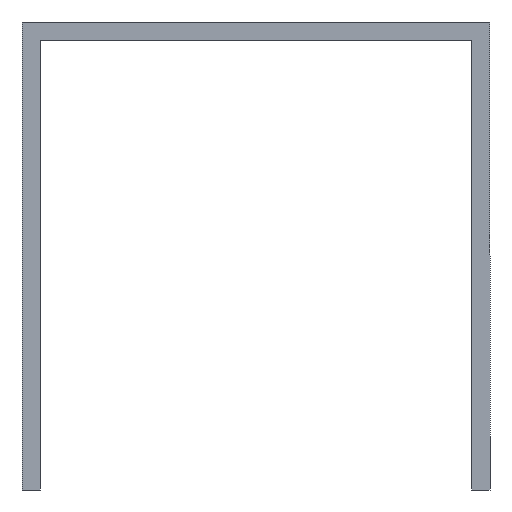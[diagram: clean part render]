
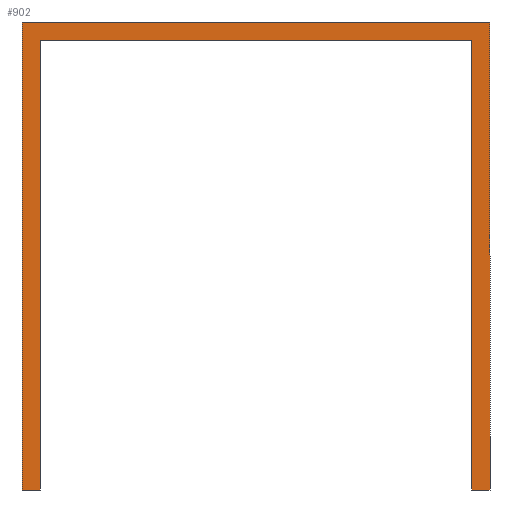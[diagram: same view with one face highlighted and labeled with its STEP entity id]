
A CAD part, front view. The second image highlights one B-rep face of the part: STEP entity #902.
In plain terms, the highlighted planar face has unit normal (0, -1, 0).
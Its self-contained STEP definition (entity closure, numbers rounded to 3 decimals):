
#6 = DIRECTION ( 'NONE',  ( 0., 0., -1. ) ) ;
#49 = LINE ( 'NONE', #1125, #559 ) ;
#87 = CARTESIAN_POINT ( 'NONE',  ( 41.76, 0., -5.4 ) ) ;
#102 = EDGE_CURVE ( 'NONE', #584, #431, #1208, .T. ) ;
#122 = CARTESIAN_POINT ( 'NONE',  ( 41.76, 0., 45.4 ) ) ;
#138 = LINE ( 'NONE', #349, #185 ) ;
#171 = VERTEX_POINT ( 'NONE', #1145 ) ;
#172 = VECTOR ( 'NONE', #6, 1000. ) ;
#185 = VECTOR ( 'NONE', #626, 1000. ) ;
#188 = CARTESIAN_POINT ( 'NONE',  ( -7.04, 0., -5.4 ) ) ;
#195 = CARTESIAN_POINT ( 'NONE',  ( -9.04, 0., -5.4 ) ) ;
#201 = LINE ( 'NONE', #730, #799 ) ;
#274 = VECTOR ( 'NONE', #577, 1000. ) ;
#286 = VECTOR ( 'NONE', #967, 1000. ) ;
#312 = VERTEX_POINT ( 'NONE', #333 ) ;
#332 = VERTEX_POINT ( 'NONE', #911 ) ;
#333 = CARTESIAN_POINT ( 'NONE',  ( -7.04, 0., 43.4 ) ) ;
#349 = CARTESIAN_POINT ( 'NONE',  ( 41.76, 0., 45.4 ) ) ;
#376 = ORIENTED_EDGE ( 'NONE', *, *, #939, .F. ) ;
#390 = FACE_OUTER_BOUND ( 'NONE', #650, .T. ) ;
#423 = DIRECTION ( 'NONE',  ( 0., 0., -1. ) ) ;
#431 = VERTEX_POINT ( 'NONE', #461 ) ;
#449 = DIRECTION ( 'NONE',  ( -1., 0., 0. ) ) ;
#451 = DIRECTION ( 'NONE',  ( -1., 0., 0. ) ) ;
#461 = CARTESIAN_POINT ( 'NONE',  ( 39.76, 0., 43.4 ) ) ;
#472 = ORIENTED_EDGE ( 'NONE', *, *, #102, .F. ) ;
#505 = DIRECTION ( 'NONE',  ( 0., 0., 1. ) ) ;
#558 = VECTOR ( 'NONE', #1058, 1000. ) ;
#559 = VECTOR ( 'NONE', #451, 1000. ) ;
#570 = CARTESIAN_POINT ( 'NONE',  ( 41.76, 0., -5.4 ) ) ;
#577 = DIRECTION ( 'NONE',  ( 0., 0., -1. ) ) ;
#579 = LINE ( 'NONE', #570, #172 ) ;
#584 = VERTEX_POINT ( 'NONE', #1123 ) ;
#585 = EDGE_CURVE ( 'NONE', #431, #312, #49, .T. ) ;
#593 = LINE ( 'NONE', #1124, #558 ) ;
#596 = PLANE ( 'NONE',  #777 ) ;
#618 = VERTEX_POINT ( 'NONE', #87 ) ;
#626 = DIRECTION ( 'NONE',  ( 1., 0., 0. ) ) ;
#650 = EDGE_LOOP ( 'NONE', ( #1227, #801, #1035, #472, #1149, #910, #658, #376 ) ) ;
#658 = ORIENTED_EDGE ( 'NONE', *, *, #1041, .F. ) ;
#680 = EDGE_CURVE ( 'NONE', #807, #618, #579, .T. ) ;
#691 = VERTEX_POINT ( 'NONE', #195 ) ;
#730 = CARTESIAN_POINT ( 'NONE',  ( -9.04, 0., -5.4 ) ) ;
#731 = EDGE_CURVE ( 'NONE', #312, #332, #1056, .T. ) ;
#777 = AXIS2_PLACEMENT_3D ( 'NONE', #797, #899, #423 ) ;
#797 = CARTESIAN_POINT ( 'NONE',  ( 0., 0., 0. ) ) ;
#799 = VECTOR ( 'NONE', #449, 1000. ) ;
#801 = ORIENTED_EDGE ( 'NONE', *, *, #731, .F. ) ;
#807 = VERTEX_POINT ( 'NONE', #122 ) ;
#899 = DIRECTION ( 'NONE',  ( 0., -1., 0. ) ) ;
#902 = ADVANCED_FACE ( 'NONE', ( #390 ), #596, .T. ) ;
#910 = ORIENTED_EDGE ( 'NONE', *, *, #680, .F. ) ;
#911 = CARTESIAN_POINT ( 'NONE',  ( -7.04, 0., -5.4 ) ) ;
#939 = EDGE_CURVE ( 'NONE', #691, #171, #1194, .T. ) ;
#967 = DIRECTION ( 'NONE',  ( 0., 0., 1. ) ) ;
#987 = CARTESIAN_POINT ( 'NONE',  ( -9.04, 0., 45.4 ) ) ;
#1035 = ORIENTED_EDGE ( 'NONE', *, *, #585, .F. ) ;
#1041 = EDGE_CURVE ( 'NONE', #171, #807, #138, .T. ) ;
#1049 = CARTESIAN_POINT ( 'NONE',  ( 39.76, 0., 43.4 ) ) ;
#1056 = LINE ( 'NONE', #188, #274 ) ;
#1058 = DIRECTION ( 'NONE',  ( -1., 0., 0. ) ) ;
#1062 = EDGE_CURVE ( 'NONE', #332, #691, #201, .T. ) ;
#1123 = CARTESIAN_POINT ( 'NONE',  ( 39.76, 0., -5.4 ) ) ;
#1124 = CARTESIAN_POINT ( 'NONE',  ( 39.76, 0., -5.4 ) ) ;
#1125 = CARTESIAN_POINT ( 'NONE',  ( -7.04, 0., 43.4 ) ) ;
#1145 = CARTESIAN_POINT ( 'NONE',  ( -9.04, 0., 45.4 ) ) ;
#1149 = ORIENTED_EDGE ( 'NONE', *, *, #1180, .F. ) ;
#1161 = VECTOR ( 'NONE', #505, 1000. ) ;
#1180 = EDGE_CURVE ( 'NONE', #618, #584, #593, .T. ) ;
#1194 = LINE ( 'NONE', #987, #1161 ) ;
#1208 = LINE ( 'NONE', #1049, #286 ) ;
#1227 = ORIENTED_EDGE ( 'NONE', *, *, #1062, .F. ) ;
